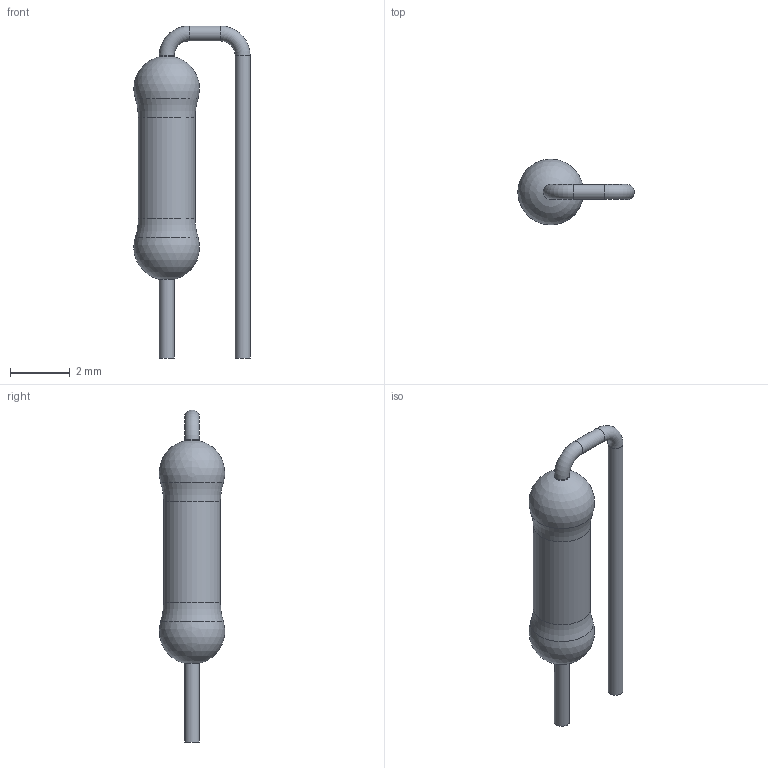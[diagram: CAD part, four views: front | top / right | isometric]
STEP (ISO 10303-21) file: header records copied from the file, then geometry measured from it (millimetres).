
FILE_DESCRIPTION(/* description */ (''),/* implementation_level */ '2;1');
FILE_NAME(/* name */ 'R_Vertical_P2.54mm.step',/* time_stamp */ '2025-06-15T22:43:58+10:00',/* author */ (''),/* organization */ (''),/* preprocessor_version */ 'ST-DEVELOPER v20.1',/* originating_system */ 'Autodesk Translation Framework v14.10.0.0',/* authorisation */ '');
FILE_SCHEMA (('AUTOMOTIVE_DESIGN { 1 0 10303 214 3 1 1 }'));
Length unit declared in the file: millimetre
Products named in the file (1): R_Vertical_P2.54
Bounding box: 3.89 x 2.19 x 11.1 mm (x, y, z)
Volume: 24.6 mm3; surface area: 73.2 mm2
Topology: 1 solids, 1 shells, 13 faces, 29 edges, 18 vertices
Faces by surface type: cylinder 5, torus 4, sphere 2, plane 2
Full cylindrical faces by diameter (mm): 0.5 x4, 1.9 x1
Entity records: 420 total; most frequent: DIRECTION 81, CARTESIAN_POINT 61, ORIENTED_EDGE 58, AXIS2_PLACEMENT_3D 38, EDGE_CURVE 29, CIRCLE 24, VERTEX_POINT 18, FACE_OUTER_BOUND 13
